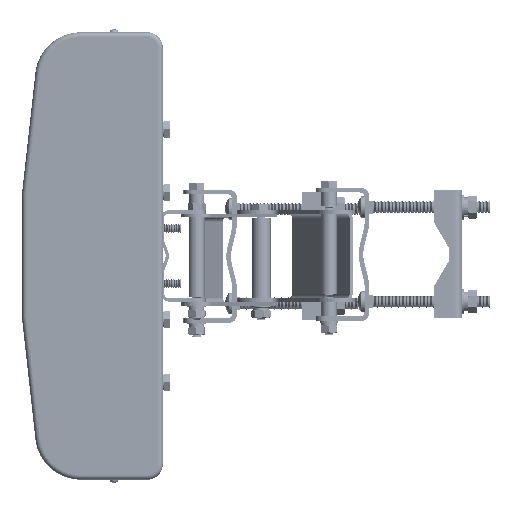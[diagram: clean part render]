
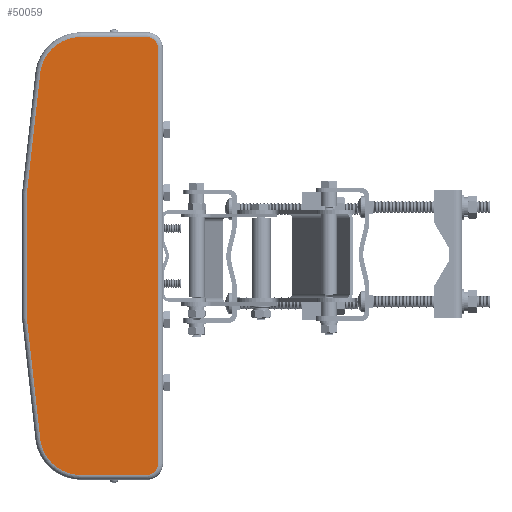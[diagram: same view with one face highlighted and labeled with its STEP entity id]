
A CAD part, left-side view. The second image highlights one B-rep face of the part: STEP entity #50059.
In plain terms, the highlighted planar face has unit normal (-1, 0, 0).
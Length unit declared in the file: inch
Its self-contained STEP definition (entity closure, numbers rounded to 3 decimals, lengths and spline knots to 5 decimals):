
#7350 = EDGE_LOOP ( 'NONE', ( #132729, #132735, #132741, #132748, #132754, #132760, #132767, #132774 ) ) ;
#19046 = EDGE_CURVE ( 'NONE', #140827, #140828, #97684, .T. ) ;
#19049 = EDGE_CURVE ( 'NONE', #140828, #140831, #97647, .T. ) ;
#19051 = EDGE_CURVE ( 'NONE', #140831, #140833, #97690, .T. ) ;
#19053 = EDGE_CURVE ( 'NONE', #140833, #140834, #97693, .T. ) ;
#19056 = EDGE_CURVE ( 'NONE', #140834, #140836, #97696, .T. ) ;
#19058 = EDGE_CURVE ( 'NONE', #140836, #140838, #97699, .T. ) ;
#19060 = EDGE_CURVE ( 'NONE', #140838, #140839, #97704, .T. ) ;
#19063 = EDGE_CURVE ( 'NONE', #140839, #140827, #97707, .T. ) ;
#50059 = ADVANCED_FACE ( 'NONE', ( #143153 ), #110625, .T. ) ;
#63011 = CARTESIAN_POINT ( 'NONE',  ( -35.5625, 2.052, 5.47375 ) ) ;
#63017 = DIRECTION ( 'NONE',  ( 0., 1., 0. ) ) ;
#63055 = CARTESIAN_POINT ( 'NONE',  ( -35.5625, 2.052, 4.45375 ) ) ;
#63059 = DIRECTION ( 'NONE',  ( -1., 0., 0. ) ) ;
#63062 = DIRECTION ( 'NONE',  ( 0., 0., 1. ) ) ;
#63066 = CARTESIAN_POINT ( 'NONE',  ( -35.5625, 0.395, -5.47375 ) ) ;
#63070 = DIRECTION ( 'NONE',  ( 0., -1., 0. ) ) ;
#63073 = CARTESIAN_POINT ( 'NONE',  ( -35.5625, -24.53212, 0. ) ) ;
#63076 = DIRECTION ( 'NONE',  ( -1., 0., 0. ) ) ;
#63080 = DIRECTION ( 'NONE',  ( 0., 0., 1. ) ) ;
#63084 = CARTESIAN_POINT ( 'NONE',  ( -35.5625, 0.12, 5.19875 ) ) ;
#63087 = DIRECTION ( 'NONE',  ( 0., 0., 1. ) ) ;
#63091 = CARTESIAN_POINT ( 'NONE',  ( -35.5625, 2.052, -4.45375 ) ) ;
#63095 = DIRECTION ( 'NONE',  ( -1., 0., 0. ) ) ;
#63098 = DIRECTION ( 'NONE',  ( 0., 0., 1. ) ) ;
#63114 = CARTESIAN_POINT ( 'NONE',  ( -35.5625, 0.395, -5.19875 ) ) ;
#63117 = DIRECTION ( 'NONE',  ( -1., 0., 0. ) ) ;
#63119 = DIRECTION ( 'NONE',  ( 0., 0., 1. ) ) ;
#63134 = CARTESIAN_POINT ( 'NONE',  ( -35.5625, 0.395, 5.19875 ) ) ;
#63137 = DIRECTION ( 'NONE',  ( -1., 0., 0. ) ) ;
#63141 = DIRECTION ( 'NONE',  ( 0., 0., 1. ) ) ;
#67139 = CARTESIAN_POINT ( 'NONE',  ( -35.5625, 0.395, 5.47375 ) ) ;
#67141 = CARTESIAN_POINT ( 'NONE',  ( -35.5625, 2.052, 5.47375 ) ) ;
#67142 = CARTESIAN_POINT ( 'NONE',  ( -35.5625, 3.05798, 4.62229 ) ) ;
#67145 = CARTESIAN_POINT ( 'NONE',  ( -35.5625, 3.05798, -4.62229 ) ) ;
#67146 = CARTESIAN_POINT ( 'NONE',  ( -35.5625, 0.395, -5.47375 ) ) ;
#67148 = CARTESIAN_POINT ( 'NONE',  ( -35.5625, 0.12, -5.19875 ) ) ;
#67149 = CARTESIAN_POINT ( 'NONE',  ( -35.5625, 2.052, -5.47375 ) ) ;
#67152 = CARTESIAN_POINT ( 'NONE',  ( -35.5625, 0.12, 5.19875 ) ) ;
#87844 = AXIS2_PLACEMENT_3D ( 'NONE', #63055, #63059, #63062 ) ;
#87848 = AXIS2_PLACEMENT_3D ( 'NONE', #63073, #63076, #63080 ) ;
#87850 = AXIS2_PLACEMENT_3D ( 'NONE', #63091, #63095, #63098 ) ;
#87852 = AXIS2_PLACEMENT_3D ( 'NONE', #63114, #63117, #63119 ) ;
#87856 = AXIS2_PLACEMENT_3D ( 'NONE', #63134, #63137, #63141 ) ;
#97647 = CIRCLE ( 'NONE', #87844, 1.02 ) ;
#97684 = LINE ( 'NONE', #63011, #97688 ) ;
#97688 = VECTOR ( 'NONE', #63017, 39.37008 ) ;
#97690 = CIRCLE ( 'NONE', #87848, 27.97462 ) ;
#97693 = CIRCLE ( 'NONE', #87850, 1.02 ) ;
#97696 = LINE ( 'NONE', #63066, #97701 ) ;
#97699 = CIRCLE ( 'NONE', #87852, 0.275 ) ;
#97701 = VECTOR ( 'NONE', #63070, 39.37008 ) ;
#97704 = LINE ( 'NONE', #63084, #97710 ) ;
#97707 = CIRCLE ( 'NONE', #87856, 0.275 ) ;
#97710 = VECTOR ( 'NONE', #63087, 39.37008 ) ;
#104806 = AXIS2_PLACEMENT_3D ( 'NONE', #110638, #110640, #110641 ) ;
#110625 = PLANE ( 'NONE',  #104806 ) ;
#110638 = CARTESIAN_POINT ( 'NONE',  ( -35.5625, 0.395, -5.19875 ) ) ;
#110640 = DIRECTION ( 'NONE',  ( -1., 0., 0. ) ) ;
#110641 = DIRECTION ( 'NONE',  ( 0., 0., 1. ) ) ;
#132729 = ORIENTED_EDGE ( 'NONE', *, *, #19046, .T. ) ;
#132735 = ORIENTED_EDGE ( 'NONE', *, *, #19049, .T. ) ;
#132741 = ORIENTED_EDGE ( 'NONE', *, *, #19051, .T. ) ;
#132748 = ORIENTED_EDGE ( 'NONE', *, *, #19053, .T. ) ;
#132754 = ORIENTED_EDGE ( 'NONE', *, *, #19056, .T. ) ;
#132760 = ORIENTED_EDGE ( 'NONE', *, *, #19058, .T. ) ;
#132767 = ORIENTED_EDGE ( 'NONE', *, *, #19060, .T. ) ;
#132774 = ORIENTED_EDGE ( 'NONE', *, *, #19063, .T. ) ;
#140827 = VERTEX_POINT ( 'NONE', #67139 ) ;
#140828 = VERTEX_POINT ( 'NONE', #67141 ) ;
#140831 = VERTEX_POINT ( 'NONE', #67142 ) ;
#140833 = VERTEX_POINT ( 'NONE', #67145 ) ;
#140834 = VERTEX_POINT ( 'NONE', #67149 ) ;
#140836 = VERTEX_POINT ( 'NONE', #67146 ) ;
#140838 = VERTEX_POINT ( 'NONE', #67148 ) ;
#140839 = VERTEX_POINT ( 'NONE', #67152 ) ;
#143153 = FACE_OUTER_BOUND ( 'NONE', #7350, .T. ) ;
